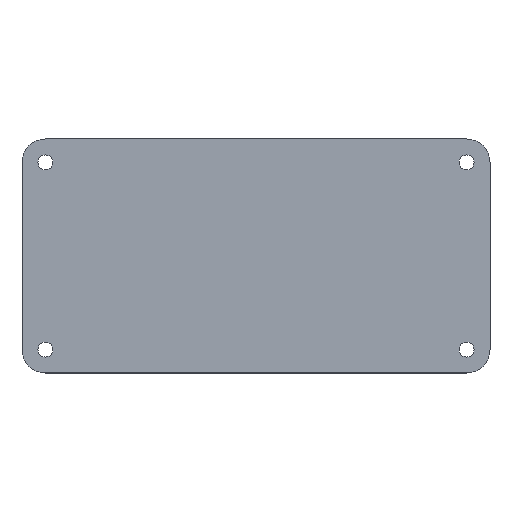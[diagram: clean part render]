
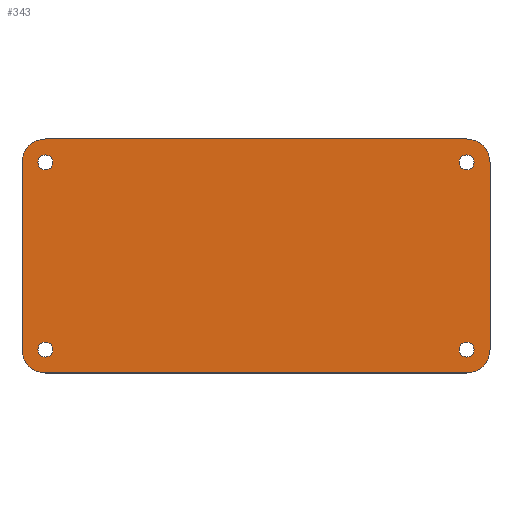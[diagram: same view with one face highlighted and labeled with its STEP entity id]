
A CAD part, top view. The second image highlights one B-rep face of the part: STEP entity #343.
In plain terms, the highlighted planar face has unit normal (0, 0, 1).
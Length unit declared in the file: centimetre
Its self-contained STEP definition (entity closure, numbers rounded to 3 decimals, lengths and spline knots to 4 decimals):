
#109=PLANE('',#373);
#116=VECTOR('',#402,1.);
#122=VECTOR('',#417,1.);
#124=VECTOR('',#424,1.);
#125=VECTOR('',#426,1.);
#132=LINE('',#476,#116);
#138=LINE('',#492,#122);
#140=LINE('',#498,#124);
#141=LINE('',#500,#125);
#142=VERTEX_POINT('',#446);
#143=VERTEX_POINT('',#447);
#156=VERTEX_POINT('',#477);
#157=VERTEX_POINT('',#481);
#158=VERTEX_POINT('',#485);
#159=VERTEX_POINT('',#486);
#160=VERTEX_POINT('',#491);
#161=VERTEX_POINT('',#495);
#162=VERTEX_POINT('',#503);
#163=VERTEX_POINT('',#506);
#164=VERTEX_POINT('',#509);
#165=VERTEX_POINT('',#512);
#166=CIRCLE('',#345,0.5);
#175=CIRCLE('',#357,0.5);
#176=CIRCLE('',#359,0.5);
#177=CIRCLE('',#362,0.5);
#178=CIRCLE('',#366,0.16);
#179=CIRCLE('',#368,0.16);
#180=CIRCLE('',#370,0.16);
#181=CIRCLE('',#372,0.16);
#182=EDGE_CURVE('',#142,#143,#166,.T.);
#197=EDGE_CURVE('',#143,#156,#132,.T.);
#199=EDGE_CURVE('',#156,#157,#175,.T.);
#201=EDGE_CURVE('',#158,#159,#176,.T.);
#205=EDGE_CURVE('',#160,#158,#138,.T.);
#206=EDGE_CURVE('',#161,#160,#177,.T.);
#208=EDGE_CURVE('',#157,#161,#140,.T.);
#209=EDGE_CURVE('',#159,#142,#141,.T.);
#210=EDGE_CURVE('',#162,#162,#178,.T.);
#211=EDGE_CURVE('',#163,#163,#179,.T.);
#212=EDGE_CURVE('',#164,#164,#180,.T.);
#213=EDGE_CURVE('',#165,#165,#181,.T.);
#266=ORIENTED_EDGE('',*,*,#182,.F.);
#267=ORIENTED_EDGE('',*,*,#209,.F.);
#268=ORIENTED_EDGE('',*,*,#201,.F.);
#269=ORIENTED_EDGE('',*,*,#205,.F.);
#270=ORIENTED_EDGE('',*,*,#206,.F.);
#271=ORIENTED_EDGE('',*,*,#208,.F.);
#272=ORIENTED_EDGE('',*,*,#199,.F.);
#273=ORIENTED_EDGE('',*,*,#197,.F.);
#274=ORIENTED_EDGE('',*,*,#213,.F.);
#275=ORIENTED_EDGE('',*,*,#212,.F.);
#276=ORIENTED_EDGE('',*,*,#211,.F.);
#277=ORIENTED_EDGE('',*,*,#210,.F.);
#299=EDGE_LOOP('',(#266,#267,#268,#269,#270,#271,#272,#273));
#300=EDGE_LOOP('',(#274));
#301=EDGE_LOOP('',(#275));
#302=EDGE_LOOP('',(#276));
#303=EDGE_LOOP('',(#277));
#325=FACE_BOUND('',#299,.T.);
#326=FACE_BOUND('',#300,.T.);
#327=FACE_BOUND('',#301,.T.);
#328=FACE_BOUND('',#302,.T.);
#329=FACE_BOUND('',#303,.T.);
#343=ADVANCED_FACE('',(#325,#326,#327,#328,#329),#109,.T.);
#345=AXIS2_PLACEMENT_3D('',#445,#376,#377);
#357=AXIS2_PLACEMENT_3D('',#480,#406,#407);
#359=AXIS2_PLACEMENT_3D('',#484,#411,#412);
#362=AXIS2_PLACEMENT_3D('',#494,#420,#421);
#366=AXIS2_PLACEMENT_3D('',#502,#429,#430);
#368=AXIS2_PLACEMENT_3D('',#505,#433,#434);
#370=AXIS2_PLACEMENT_3D('',#508,#437,#438);
#372=AXIS2_PLACEMENT_3D('',#511,#441,#442);
#373=AXIS2_PLACEMENT_3D('',#513,#443,$);
#376=DIRECTION('',(0.,0.,-1.));
#377=DIRECTION('',(-0.354,-0.354,0.));
#402=DIRECTION('',(0.,1.,0.));
#406=DIRECTION('',(0.,0.,-1.));
#407=DIRECTION('',(-0.354,0.354,0.));
#411=DIRECTION('',(0.,0.,-1.));
#412=DIRECTION('',(0.354,-0.354,0.));
#417=DIRECTION('',(0.,-1.,0.));
#420=DIRECTION('',(0.,0.,-1.));
#421=DIRECTION('',(0.354,0.354,0.));
#424=DIRECTION('',(1.,0.,0.));
#426=DIRECTION('',(-1.,0.,0.));
#429=DIRECTION('',(0.,0.,1.));
#430=DIRECTION('',(0.16,0.,0.));
#433=DIRECTION('',(0.,0.,1.));
#434=DIRECTION('',(0.16,0.,0.));
#437=DIRECTION('',(0.,0.,1.));
#438=DIRECTION('',(0.16,0.,0.));
#441=DIRECTION('',(0.,0.,1.));
#442=DIRECTION('',(0.16,0.,0.));
#443=DIRECTION('',(0.,0.,1.));
#445=CARTESIAN_POINT('',(-4.5,-2.,0.15));
#446=CARTESIAN_POINT('',(-4.5,-2.5,0.15));
#447=CARTESIAN_POINT('',(-5.,-2.,0.15));
#476=CARTESIAN_POINT('',(-5.,2.5,0.15));
#477=CARTESIAN_POINT('',(-5.,2.,0.15));
#480=CARTESIAN_POINT('',(-4.5,2.,0.15));
#481=CARTESIAN_POINT('',(-4.5,2.5,0.15));
#484=CARTESIAN_POINT('',(4.5,-2.,0.15));
#485=CARTESIAN_POINT('',(5.,-2.,0.15));
#486=CARTESIAN_POINT('',(4.5,-2.5,0.15));
#491=CARTESIAN_POINT('',(5.,2.,0.15));
#492=CARTESIAN_POINT('',(5.,-2.5,0.15));
#494=CARTESIAN_POINT('',(4.5,2.,0.15));
#495=CARTESIAN_POINT('',(4.5,2.5,0.15));
#498=CARTESIAN_POINT('',(5.,2.5,0.15));
#500=CARTESIAN_POINT('',(-5.,-2.5,0.15));
#502=CARTESIAN_POINT('',(4.5,-2.,0.15));
#503=CARTESIAN_POINT('',(4.66,-2.,0.15));
#505=CARTESIAN_POINT('',(-4.5,-2.,0.15));
#506=CARTESIAN_POINT('',(-4.34,-2.,0.15));
#508=CARTESIAN_POINT('',(-4.5,2.,0.15));
#509=CARTESIAN_POINT('',(-4.34,2.,0.15));
#511=CARTESIAN_POINT('',(4.5,2.,0.15));
#512=CARTESIAN_POINT('',(4.66,2.,0.15));
#513=CARTESIAN_POINT('',(0.,0.,0.15));
